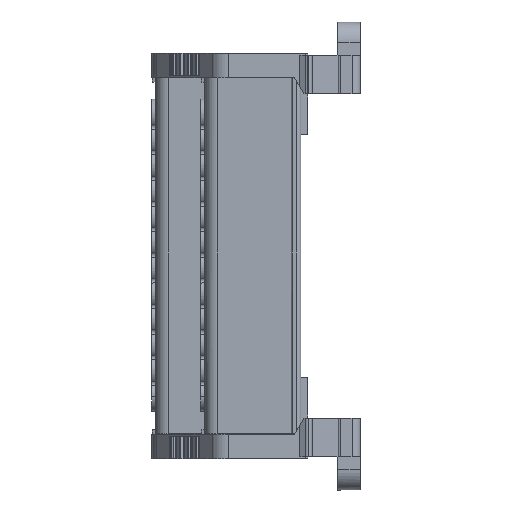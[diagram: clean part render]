
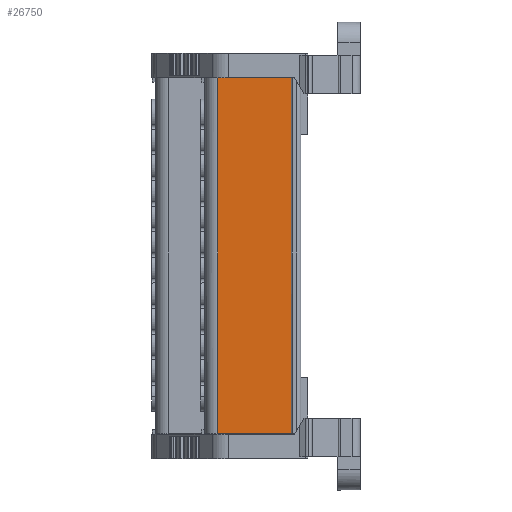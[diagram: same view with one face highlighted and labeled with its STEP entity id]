
A CAD part, left-side view. The second image highlights one B-rep face of the part: STEP entity #26750.
In plain terms, the highlighted planar face has unit normal (-1, 0.018, 0).
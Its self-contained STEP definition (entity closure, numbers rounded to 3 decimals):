
#26292 = EDGE_CURVE ( 'NONE', #73382, #73345, #58591, .T. ) ;
#26341 = EDGE_CURVE ( 'NONE', #70402, #73382, #61247, .T. ) ;
#26530 = EDGE_CURVE ( 'NONE', #70402, #31563, #60945, .T. ) ;
#26571 = EDGE_CURVE ( 'NONE', #73345, #31563, #61085, .T. ) ;
#26750 = ADVANCED_FACE ( 'NONE', ( #62520 ), #62529, .T. ) ;
#31563 = VERTEX_POINT ( 'NONE', #65114 ) ;
#32112 = ORIENTED_EDGE ( 'NONE', *, *, #26292, .T. ) ;
#32145 = ORIENTED_EDGE ( 'NONE', *, *, #26341, .T. ) ;
#32160 = ORIENTED_EDGE ( 'NONE', *, *, #26530, .F. ) ;
#32169 = ORIENTED_EDGE ( 'NONE', *, *, #26571, .T. ) ;
#58591 = LINE ( 'NONE', #58614, #66846 ) ;
#58604 = DIRECTION ( 'NONE',  ( 0., 0., 1. ) ) ;
#58614 = CARTESIAN_POINT ( 'NONE',  ( -64.073, 14.456, 127.383 ) ) ;
#60945 = LINE ( 'NONE', #60955, #67058 ) ;
#60949 = DIRECTION ( 'NONE',  ( 0., 0., 1. ) ) ;
#60955 = CARTESIAN_POINT ( 'NONE',  ( -63.741, 33.485, 127.383 ) ) ;
#61085 = LINE ( 'NONE', #61117, #67112 ) ;
#61098 = DIRECTION ( 'NONE',  ( 0.017, 1., 0. ) ) ;
#61117 = CARTESIAN_POINT ( 'NONE',  ( -64.073, 14.456, 50.972 ) ) ;
#61247 = LINE ( 'NONE', #61248, #66899 ) ;
#61248 = CARTESIAN_POINT ( 'NONE',  ( -64.073, 14.456, -35.859 ) ) ;
#61254 = DIRECTION ( 'NONE',  ( -0.017, -1., 0. ) ) ;
#62494 = DIRECTION ( 'NONE',  ( -0.017, -1., 0. ) ) ;
#62499 = CARTESIAN_POINT ( 'NONE',  ( -64.073, 14.456, 127.383 ) ) ;
#62520 = FACE_OUTER_BOUND ( 'NONE', #82593, .T. ) ;
#62529 = PLANE ( 'NONE',  #67320 ) ;
#62530 = DIRECTION ( 'NONE',  ( -1., 0.017, 0. ) ) ;
#65114 = CARTESIAN_POINT ( 'NONE',  ( -63.741, 33.485, 50.972 ) ) ;
#66846 = VECTOR ( 'NONE', #58604, 1000. ) ;
#66899 = VECTOR ( 'NONE', #61254, 1000. ) ;
#67058 = VECTOR ( 'NONE', #60949, 1000. ) ;
#67112 = VECTOR ( 'NONE', #61098, 1000. ) ;
#67320 = AXIS2_PLACEMENT_3D ( 'NONE', #62499, #62530, #62494 ) ;
#70402 = VERTEX_POINT ( 'NONE', #80519 ) ;
#73345 = VERTEX_POINT ( 'NONE', #80932 ) ;
#73382 = VERTEX_POINT ( 'NONE', #80954 ) ;
#80519 = CARTESIAN_POINT ( 'NONE',  ( -63.741, 33.485, -35.859 ) ) ;
#80932 = CARTESIAN_POINT ( 'NONE',  ( -64.073, 14.456, 50.972 ) ) ;
#80954 = CARTESIAN_POINT ( 'NONE',  ( -64.073, 14.456, -35.859 ) ) ;
#82593 = EDGE_LOOP ( 'NONE', ( #32112, #32169, #32160, #32145 ) ) ;
